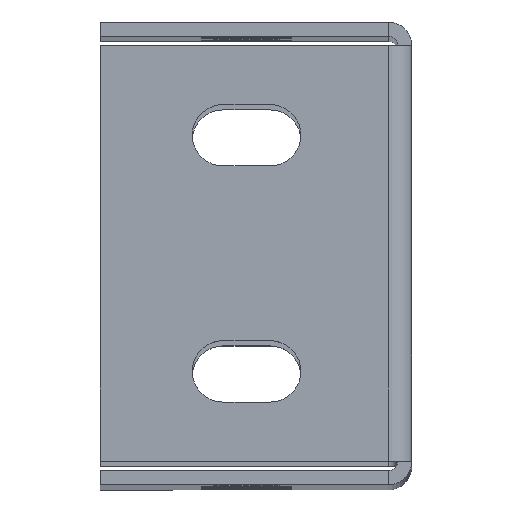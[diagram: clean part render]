
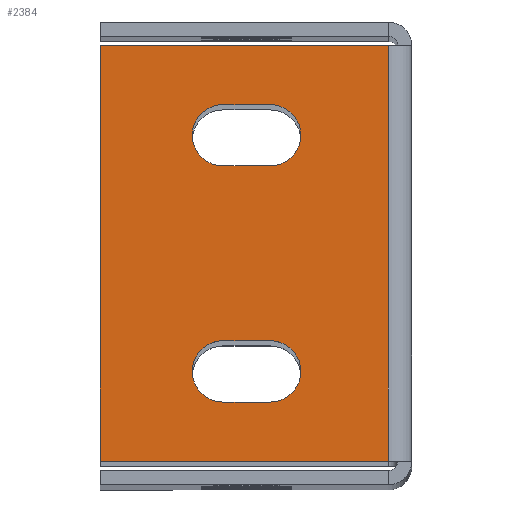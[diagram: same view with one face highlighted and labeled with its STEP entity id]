
A CAD part, top view. The second image highlights one B-rep face of the part: STEP entity #2384.
In plain terms, the highlighted planar face has unit normal (0, 0, 1).
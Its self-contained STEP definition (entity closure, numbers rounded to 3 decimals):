
#204 = CARTESIAN_POINT ( 'NONE',  ( 13., -40.25, 321.5 ) ) ;
#206 = ORIENTED_EDGE ( 'NONE', *, *, #3159, .T. ) ;
#311 = CIRCLE ( 'NONE', #8297, 3.25 ) ;
#343 = VECTOR ( 'NONE', #2676, 1000. ) ;
#401 = ORIENTED_EDGE ( 'NONE', *, *, #1644, .T. ) ;
#415 = VERTEX_POINT ( 'NONE', #6909 ) ;
#418 = CARTESIAN_POINT ( 'NONE',  ( 18., -8.75, 321.5 ) ) ;
#430 = LINE ( 'NONE', #6083, #5696 ) ;
#452 = DIRECTION ( 'NONE',  ( -1., 0., 0. ) ) ;
#516 = ORIENTED_EDGE ( 'NONE', *, *, #922, .T. ) ;
#591 = ORIENTED_EDGE ( 'NONE', *, *, #1573, .T. ) ;
#635 = ORIENTED_EDGE ( 'NONE', *, *, #8116, .T. ) ;
#774 = CIRCLE ( 'NONE', #4923, 3.25 ) ;
#833 = EDGE_CURVE ( 'NONE', #8809, #5369, #1059, .T. ) ;
#864 = CARTESIAN_POINT ( 'NONE',  ( 13., -12., 321.5 ) ) ;
#922 = EDGE_CURVE ( 'NONE', #8127, #7443, #4936, .T. ) ;
#1022 = DIRECTION ( 'NONE',  ( 0., -1., 0. ) ) ;
#1059 = LINE ( 'NONE', #8186, #2712 ) ;
#1135 = ORIENTED_EDGE ( 'NONE', *, *, #833, .T. ) ;
#1266 = AXIS2_PLACEMENT_3D ( 'NONE', #2071, #1428, #6256 ) ;
#1302 = CIRCLE ( 'NONE', #6489, 3.25 ) ;
#1323 = CARTESIAN_POINT ( 'NONE',  ( 0., -2.5, 321.5 ) ) ;
#1427 = DIRECTION ( 'NONE',  ( -1., 0., 0. ) ) ;
#1428 = DIRECTION ( 'NONE',  ( 0., 0., -1. ) ) ;
#1573 = EDGE_CURVE ( 'NONE', #7274, #6326, #8851, .T. ) ;
#1589 = VERTEX_POINT ( 'NONE', #4030 ) ;
#1644 = EDGE_CURVE ( 'NONE', #9078, #9114, #6948, .T. ) ;
#1711 = EDGE_CURVE ( 'NONE', #6326, #8127, #4970, .T. ) ;
#1758 = LINE ( 'NONE', #6589, #5268 ) ;
#1969 = VECTOR ( 'NONE', #8320, 1000. ) ;
#2043 = EDGE_CURVE ( 'NONE', #5765, #1589, #1758, .T. ) ;
#2071 = CARTESIAN_POINT ( 'NONE',  ( 18., -37., 321.5 ) ) ;
#2251 = CARTESIAN_POINT ( 'NONE',  ( 18., -40.25, 321.5 ) ) ;
#2381 = CARTESIAN_POINT ( 'NONE',  ( 9.75, -37., 321.5 ) ) ;
#2384 = ADVANCED_FACE ( 'NONE', ( #4995, #2915, #5740 ), #4395, .F. ) ;
#2468 = DIRECTION ( 'NONE',  ( 0., 0., -1. ) ) ;
#2591 = CARTESIAN_POINT ( 'NONE',  ( 18., -33.75, 321.5 ) ) ;
#2655 = CARTESIAN_POINT ( 'NONE',  ( 30.5, -2.5, 321.5 ) ) ;
#2676 = DIRECTION ( 'NONE',  ( 1., 0., 0. ) ) ;
#2680 = CARTESIAN_POINT ( 'NONE',  ( 18., -15.25, 321.5 ) ) ;
#2690 = DIRECTION ( 'NONE',  ( -1., 0., 0. ) ) ;
#2712 = VECTOR ( 'NONE', #452, 1000. ) ;
#2915 = FACE_BOUND ( 'NONE', #6472, .T. ) ;
#2971 = LINE ( 'NONE', #5801, #3302 ) ;
#3159 = EDGE_CURVE ( 'NONE', #4715, #415, #6771, .T. ) ;
#3202 = DIRECTION ( 'NONE',  ( 1., 0., 0. ) ) ;
#3220 = CARTESIAN_POINT ( 'NONE',  ( 0., -46.5, 321.5 ) ) ;
#3222 = ORIENTED_EDGE ( 'NONE', *, *, #4146, .T. ) ;
#3293 = EDGE_CURVE ( 'NONE', #7443, #4782, #774, .T. ) ;
#3294 = CARTESIAN_POINT ( 'NONE',  ( 13., -15.25, 321.5 ) ) ;
#3302 = VECTOR ( 'NONE', #1022, 1000. ) ;
#3388 = CARTESIAN_POINT ( 'NONE',  ( 13., -12., 321.5 ) ) ;
#3578 = CARTESIAN_POINT ( 'NONE',  ( 9.75, -12., 321.5 ) ) ;
#3599 = CARTESIAN_POINT ( 'NONE',  ( 18., -12., 321.5 ) ) ;
#3646 = DIRECTION ( 'NONE',  ( 1., 0., 0. ) ) ;
#3788 = EDGE_CURVE ( 'NONE', #4782, #7274, #9091, .T. ) ;
#4025 = ORIENTED_EDGE ( 'NONE', *, *, #3788, .T. ) ;
#4030 = CARTESIAN_POINT ( 'NONE',  ( 30.5, -46.5, 321.5 ) ) ;
#4146 = EDGE_CURVE ( 'NONE', #5369, #5765, #430, .T. ) ;
#4341 = CARTESIAN_POINT ( 'NONE',  ( 13., -37., 321.5 ) ) ;
#4395 = PLANE ( 'NONE',  #4763 ) ;
#4429 = ORIENTED_EDGE ( 'NONE', *, *, #5340, .F. ) ;
#4593 = DIRECTION ( 'NONE',  ( 1., 0., 0. ) ) ;
#4655 = CARTESIAN_POINT ( 'NONE',  ( 13., -8.75, 321.5 ) ) ;
#4715 = VERTEX_POINT ( 'NONE', #4655 ) ;
#4763 = AXIS2_PLACEMENT_3D ( 'NONE', #6437, #8607, #1427 ) ;
#4782 = VERTEX_POINT ( 'NONE', #2381 ) ;
#4858 = CARTESIAN_POINT ( 'NONE',  ( 18., -33.75, 321.5 ) ) ;
#4923 = AXIS2_PLACEMENT_3D ( 'NONE', #4341, #7175, #3646 ) ;
#4936 = LINE ( 'NONE', #5680, #1969 ) ;
#4970 = CIRCLE ( 'NONE', #1266, 3.25 ) ;
#4995 = FACE_BOUND ( 'NONE', #6765, .T. ) ;
#5015 = VECTOR ( 'NONE', #3202, 1000. ) ;
#5201 = CARTESIAN_POINT ( 'NONE',  ( 18., -15.25, 321.5 ) ) ;
#5243 = AXIS2_PLACEMENT_3D ( 'NONE', #864, #6382, #6432 ) ;
#5252 = CARTESIAN_POINT ( 'NONE',  ( 13., -37., 321.5 ) ) ;
#5268 = VECTOR ( 'NONE', #4593, 1000. ) ;
#5340 = EDGE_CURVE ( 'NONE', #8809, #1589, #2971, .T. ) ;
#5369 = VERTEX_POINT ( 'NONE', #1323 ) ;
#5429 = DIRECTION ( 'NONE',  ( 0., -1., 0. ) ) ;
#5680 = CARTESIAN_POINT ( 'NONE',  ( 18., -40.25, 321.5 ) ) ;
#5696 = VECTOR ( 'NONE', #5429, 1000. ) ;
#5740 = FACE_OUTER_BOUND ( 'NONE', #6582, .T. ) ;
#5765 = VERTEX_POINT ( 'NONE', #3220 ) ;
#5801 = CARTESIAN_POINT ( 'NONE',  ( 30.5, -46.5, 321.5 ) ) ;
#6083 = CARTESIAN_POINT ( 'NONE',  ( 0., 0., 321.5 ) ) ;
#6256 = DIRECTION ( 'NONE',  ( 1., 0., 0. ) ) ;
#6308 = ORIENTED_EDGE ( 'NONE', *, *, #1711, .T. ) ;
#6326 = VERTEX_POINT ( 'NONE', #4858 ) ;
#6382 = DIRECTION ( 'NONE',  ( 0., 0., -1. ) ) ;
#6432 = DIRECTION ( 'NONE',  ( -1., 0., 0. ) ) ;
#6437 = CARTESIAN_POINT ( 'NONE',  ( 0., 0., 321.5 ) ) ;
#6459 = ORIENTED_EDGE ( 'NONE', *, *, #9156, .T. ) ;
#6472 = EDGE_LOOP ( 'NONE', ( #206, #635, #401, #6459, #7285 ) ) ;
#6489 = AXIS2_PLACEMENT_3D ( 'NONE', #3599, #7909, #6526 ) ;
#6512 = CARTESIAN_POINT ( 'NONE',  ( 13., -33.75, 321.5 ) ) ;
#6526 = DIRECTION ( 'NONE',  ( -1., 0., 0. ) ) ;
#6582 = EDGE_LOOP ( 'NONE', ( #4429, #1135, #3222, #7304 ) ) ;
#6589 = CARTESIAN_POINT ( 'NONE',  ( 0., -46.5, 321.5 ) ) ;
#6646 = DIRECTION ( 'NONE',  ( 1., 0., 0. ) ) ;
#6765 = EDGE_LOOP ( 'NONE', ( #516, #7539, #4025, #591, #6308 ) ) ;
#6771 = LINE ( 'NONE', #418, #343 ) ;
#6793 = EDGE_CURVE ( 'NONE', #8855, #4715, #8644, .T. ) ;
#6879 = AXIS2_PLACEMENT_3D ( 'NONE', #5252, #2468, #6646 ) ;
#6909 = CARTESIAN_POINT ( 'NONE',  ( 18., -8.75, 321.5 ) ) ;
#6948 = LINE ( 'NONE', #2680, #9003 ) ;
#7175 = DIRECTION ( 'NONE',  ( 0., 0., -1. ) ) ;
#7274 = VERTEX_POINT ( 'NONE', #6512 ) ;
#7285 = ORIENTED_EDGE ( 'NONE', *, *, #6793, .T. ) ;
#7304 = ORIENTED_EDGE ( 'NONE', *, *, #2043, .T. ) ;
#7443 = VERTEX_POINT ( 'NONE', #204 ) ;
#7539 = ORIENTED_EDGE ( 'NONE', *, *, #3293, .T. ) ;
#7909 = DIRECTION ( 'NONE',  ( 0., 0., -1. ) ) ;
#8116 = EDGE_CURVE ( 'NONE', #415, #9078, #1302, .T. ) ;
#8127 = VERTEX_POINT ( 'NONE', #2251 ) ;
#8186 = CARTESIAN_POINT ( 'NONE',  ( 0., -2.5, 321.5 ) ) ;
#8297 = AXIS2_PLACEMENT_3D ( 'NONE', #3388, #8994, #2690 ) ;
#8320 = DIRECTION ( 'NONE',  ( -1., 0., 0. ) ) ;
#8522 = DIRECTION ( 'NONE',  ( -1., 0., 0. ) ) ;
#8607 = DIRECTION ( 'NONE',  ( 0., 0., -1. ) ) ;
#8644 = CIRCLE ( 'NONE', #5243, 3.25 ) ;
#8809 = VERTEX_POINT ( 'NONE', #2655 ) ;
#8851 = LINE ( 'NONE', #2591, #5015 ) ;
#8855 = VERTEX_POINT ( 'NONE', #3578 ) ;
#8994 = DIRECTION ( 'NONE',  ( 0., 0., -1. ) ) ;
#9003 = VECTOR ( 'NONE', #8522, 1000. ) ;
#9078 = VERTEX_POINT ( 'NONE', #5201 ) ;
#9091 = CIRCLE ( 'NONE', #6879, 3.25 ) ;
#9114 = VERTEX_POINT ( 'NONE', #3294 ) ;
#9156 = EDGE_CURVE ( 'NONE', #9114, #8855, #311, .T. ) ;
